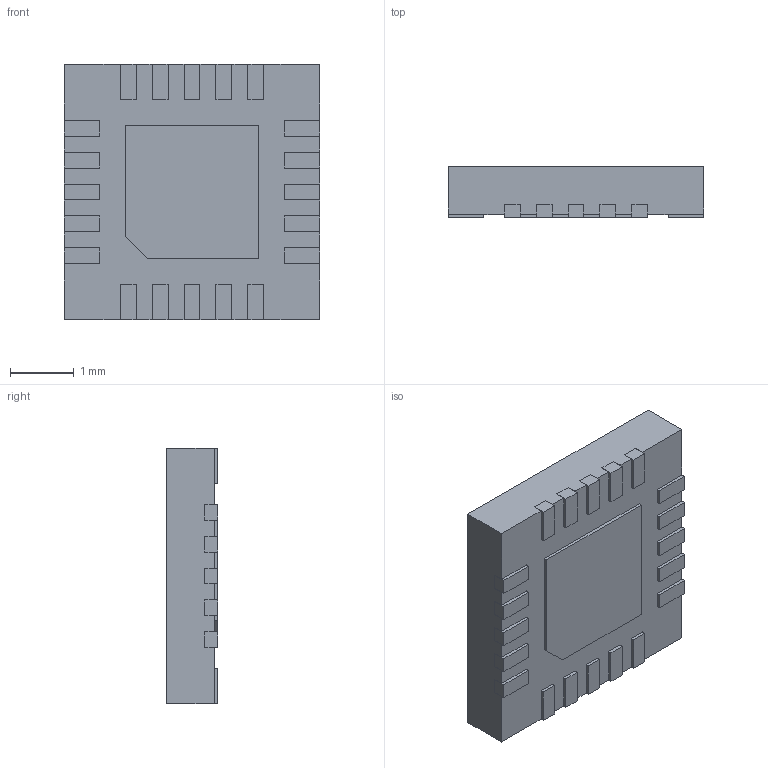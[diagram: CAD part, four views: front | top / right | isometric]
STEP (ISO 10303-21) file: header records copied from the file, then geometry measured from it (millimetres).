
FILE_DESCRIPTION (( 'STEP AP214' ), '1' );
FILE_NAME ('MAX4820ETP+.STEP', '2021-01-08T01:39:57', ( '' ), ( '' ), 'SwSTEP 2.0', 'SolidWorks 2017', '' );
FILE_SCHEMA (( 'AUTOMOTIVE_DESIGN' ));
Length unit declared in the file: millimetre
Products named in the file (1): MAX4820ETP+
Bounding box: 4 x 0.8 x 4 mm (x, y, z)
Volume: 12.4 mm3; surface area: 71.1 mm2
Topology: 23 solids, 23 shells, 226 faces, 534 edges, 356 vertices
Faces by surface type: plane 222, cylinder 4
Entity records: 6598 total; most frequent: CARTESIAN_POINT 1117, ORIENTED_EDGE 1068, DIRECTION 996, EDGE_CURVE 534, LINE 526, VECTOR 526, VERTEX_POINT 356, AXIS2_PLACEMENT_3D 235
